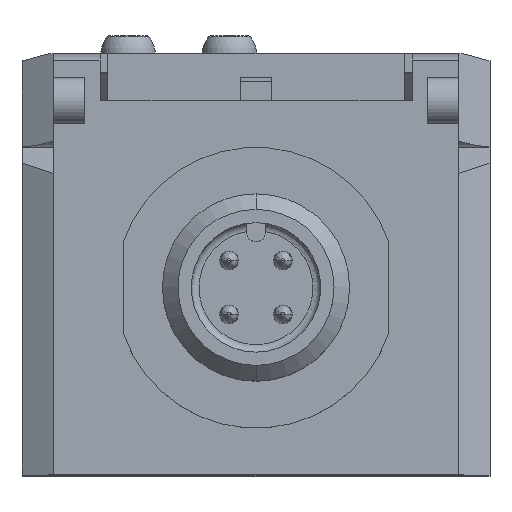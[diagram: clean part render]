
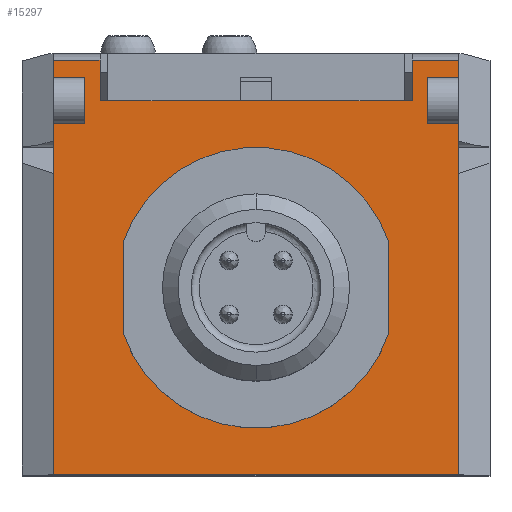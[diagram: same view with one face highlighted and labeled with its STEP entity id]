
A CAD part, top view. The second image highlights one B-rep face of the part: STEP entity #15297.
In plain terms, the highlighted planar face has unit normal (0, 0, 1).
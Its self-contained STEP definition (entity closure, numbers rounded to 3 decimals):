
#74=DIRECTION('',(1.,0.,0.));
#75=VECTOR('',#74,26.);
#76=CARTESIAN_POINT('',(-13.,0.,45.));
#77=LINE('',#76,#75);
#1047=DIRECTION('',(1.,0.,0.));
#1048=VECTOR('',#1047,2.);
#1049=CARTESIAN_POINT('',(-13.,25.5,45.));
#1050=LINE('',#1049,#1048);
#1054=DIRECTION('',(1.,0.,0.));
#1055=VECTOR('',#1054,3.);
#1056=CARTESIAN_POINT('',(-13.,26.598,45.));
#1057=LINE('',#1056,#1055);
#1061=DIRECTION('',(0.,-1.,0.));
#1062=VECTOR('',#1061,2.598);
#1063=CARTESIAN_POINT('',(-10.,26.598,45.));
#1064=LINE('',#1063,#1062);
#1068=DIRECTION('',(1.,0.,0.));
#1069=VECTOR('',#1068,20.);
#1070=CARTESIAN_POINT('',(-10.,24.,45.));
#1071=LINE('',#1070,#1069);
#1075=DIRECTION('',(0.,-1.,0.));
#1076=VECTOR('',#1075,2.598);
#1077=CARTESIAN_POINT('',(10.,26.598,45.));
#1078=LINE('',#1077,#1076);
#1082=DIRECTION('',(1.,0.,0.));
#1083=VECTOR('',#1082,3.);
#1084=CARTESIAN_POINT('',(10.,26.598,45.));
#1085=LINE('',#1084,#1083);
#1089=DIRECTION('',(-1.,0.,0.));
#1090=VECTOR('',#1089,2.);
#1091=CARTESIAN_POINT('',(13.,25.5,45.));
#1092=LINE('',#1091,#1090);
#1096=DIRECTION('',(0.,-1.,0.));
#1097=VECTOR('',#1096,3.);
#1098=CARTESIAN_POINT('',(11.,25.5,45.));
#1099=LINE('',#1098,#1097);
#1103=DIRECTION('',(-1.,0.,0.));
#1104=VECTOR('',#1103,2.);
#1105=CARTESIAN_POINT('',(13.,22.5,45.));
#1106=LINE('',#1105,#1104);
#1110=DIRECTION('',(0.,1.,0.));
#1111=VECTOR('',#1110,19.323);
#1112=CARTESIAN_POINT('',(13.,0.,45.));
#1113=LINE('',#1112,#1111);
#1117=DIRECTION('',(0.,1.,0.));
#1118=VECTOR('',#1117,19.323);
#1119=CARTESIAN_POINT('',(-13.,0.,45.));
#1120=LINE('',#1119,#1118);
#1124=DIRECTION('',(1.,0.,0.));
#1125=VECTOR('',#1124,2.);
#1126=CARTESIAN_POINT('',(-13.,22.5,45.));
#1127=LINE('',#1126,#1125);
#1131=DIRECTION('',(0.,-1.,0.));
#1132=VECTOR('',#1131,3.);
#1133=CARTESIAN_POINT('',(-11.,25.5,45.));
#1134=LINE('',#1133,#1132);
#1138=CARTESIAN_POINT('',(0.,12.,45.));
#1139=DIRECTION('',(0.,0.,1.));
#1140=DIRECTION('',(1.,0.,0.));
#1141=AXIS2_PLACEMENT_3D('',#1138,#1139,#1140);
#1146=CARTESIAN_POINT('',(0.,12.,45.));
#1147=DIRECTION('',(0.,0.,1.));
#1148=DIRECTION('',(-1.,0.,0.));
#1149=AXIS2_PLACEMENT_3D('',#1146,#1147,#1148);
#1176=DIRECTION('',(0.,-1.,0.));
#1177=VECTOR('',#1176,3.177);
#1178=CARTESIAN_POINT('',(-13.,22.5,45.));
#1179=LINE('',#1178,#1177);
#1205=DIRECTION('',(0.,-1.,0.));
#1206=VECTOR('',#1205,1.098);
#1207=CARTESIAN_POINT('',(-13.,26.598,45.));
#1208=LINE('',#1207,#1206);
#1635=DIRECTION('',(0.,1.,0.));
#1636=VECTOR('',#1635,1.098);
#1637=CARTESIAN_POINT('',(13.,25.5,45.));
#1638=LINE('',#1637,#1636);
#1664=DIRECTION('',(0.,1.,0.));
#1665=VECTOR('',#1664,3.177);
#1666=CARTESIAN_POINT('',(13.,19.323,45.));
#1667=LINE('',#1666,#1665);
#12530=CARTESIAN_POINT('',(13.,0.,45.));
#12532=VERTEX_POINT('',#12530);
#12533=CARTESIAN_POINT('',(-13.,0.,45.));
#12535=VERTEX_POINT('',#12533);
#12546=CARTESIAN_POINT('',(-13.,26.598,45.));
#12548=VERTEX_POINT('',#12546);
#12550=CARTESIAN_POINT('',(13.,26.598,45.));
#12552=VERTEX_POINT('',#12550);
#12561=CARTESIAN_POINT('',(13.,19.323,45.));
#12562=VERTEX_POINT('',#12561);
#12571=CARTESIAN_POINT('',(-13.,19.323,45.));
#12572=VERTEX_POINT('',#12571);
#12573=CARTESIAN_POINT('',(-10.,26.598,45.));
#12574=CARTESIAN_POINT('',(-10.,24.,45.));
#12575=VERTEX_POINT('',#12573);
#12576=VERTEX_POINT('',#12574);
#12577=CARTESIAN_POINT('',(10.,24.,45.));
#12578=VERTEX_POINT('',#12577);
#12579=CARTESIAN_POINT('',(10.,26.598,45.));
#12580=VERTEX_POINT('',#12579);
#12589=CARTESIAN_POINT('',(13.,25.5,45.));
#12590=CARTESIAN_POINT('',(11.,25.5,45.));
#12591=VERTEX_POINT('',#12589);
#12592=VERTEX_POINT('',#12590);
#12593=CARTESIAN_POINT('',(11.,22.5,45.));
#12594=VERTEX_POINT('',#12593);
#12595=CARTESIAN_POINT('',(13.,22.5,45.));
#12596=VERTEX_POINT('',#12595);
#12609=CARTESIAN_POINT('',(-13.,25.5,45.));
#12610=CARTESIAN_POINT('',(-11.,25.5,45.));
#12611=VERTEX_POINT('',#12609);
#12612=VERTEX_POINT('',#12610);
#12613=CARTESIAN_POINT('',(-11.,22.5,45.));
#12614=VERTEX_POINT('',#12613);
#12615=CARTESIAN_POINT('',(-13.,22.5,45.));
#12616=VERTEX_POINT('',#12615);
#13345=CARTESIAN_POINT('',(7.19,12.,45.));
#13346=CARTESIAN_POINT('',(-7.19,12.,45.));
#13347=VERTEX_POINT('',#13345);
#13348=VERTEX_POINT('',#13346);
#15251=CARTESIAN_POINT('',(-15.,0.,45.));
#15252=DIRECTION('',(0.,0.,1.));
#15253=DIRECTION('',(1.,0.,0.));
#15254=AXIS2_PLACEMENT_3D('',#15251,#15252,#15253);
#15255=PLANE('',#15254);
#15257=ORIENTED_EDGE('',*,*,#15256,.F.);
#15259=ORIENTED_EDGE('',*,*,#15258,.F.);
#15261=ORIENTED_EDGE('',*,*,#15260,.T.);
#15262=ORIENTED_EDGE('',*,*,#15235,.T.);
#15263=ORIENTED_EDGE('',*,*,#15108,.T.);
#15265=ORIENTED_EDGE('',*,*,#15264,.F.);
#15267=ORIENTED_EDGE('',*,*,#15266,.T.);
#15269=ORIENTED_EDGE('',*,*,#15268,.F.);
#15271=ORIENTED_EDGE('',*,*,#15270,.T.);
#15273=ORIENTED_EDGE('',*,*,#15272,.T.);
#15275=ORIENTED_EDGE('',*,*,#15274,.F.);
#15277=ORIENTED_EDGE('',*,*,#15276,.F.);
#15279=ORIENTED_EDGE('',*,*,#15278,.F.);
#15280=ORIENTED_EDGE('',*,*,#14718,.F.);
#15282=ORIENTED_EDGE('',*,*,#15281,.T.);
#15284=ORIENTED_EDGE('',*,*,#15283,.F.);
#15286=ORIENTED_EDGE('',*,*,#15285,.T.);
#15288=ORIENTED_EDGE('',*,*,#15287,.F.);
#15289=EDGE_LOOP('',(#15257,#15259,#15261,#15262,#15263,#15265,#15267,#15269,
#15271,#15273,#15275,#15277,#15279,#15280,#15282,#15284,#15286,#15288));
#15290=FACE_OUTER_BOUND('',#15289,.F.);
#15292=ORIENTED_EDGE('',*,*,#15291,.T.);
#15294=ORIENTED_EDGE('',*,*,#15293,.T.);
#15295=EDGE_LOOP('',(#15292,#15294));
#15296=FACE_BOUND('',#15295,.F.);
#15297=ADVANCED_FACE('',(#15290,#15296),#15255,.T.);
#1142=CIRCLE('',#1141,7.19);
#1150=CIRCLE('',#1149,7.19);
#14718=EDGE_CURVE('',#12535,#12532,#77,.T.);
#15108=EDGE_CURVE('',#12576,#12578,#1071,.T.);
#15235=EDGE_CURVE('',#12575,#12576,#1064,.T.);
#15256=EDGE_CURVE('',#12611,#12612,#1050,.T.);
#15258=EDGE_CURVE('',#12548,#12611,#1208,.T.);
#15260=EDGE_CURVE('',#12548,#12575,#1057,.T.);
#15264=EDGE_CURVE('',#12580,#12578,#1078,.T.);
#15266=EDGE_CURVE('',#12580,#12552,#1085,.T.);
#15268=EDGE_CURVE('',#12591,#12552,#1638,.T.);
#15270=EDGE_CURVE('',#12591,#12592,#1092,.T.);
#15272=EDGE_CURVE('',#12592,#12594,#1099,.T.);
#15274=EDGE_CURVE('',#12596,#12594,#1106,.T.);
#15276=EDGE_CURVE('',#12562,#12596,#1667,.T.);
#15278=EDGE_CURVE('',#12532,#12562,#1113,.T.);
#15281=EDGE_CURVE('',#12535,#12572,#1120,.T.);
#15283=EDGE_CURVE('',#12616,#12572,#1179,.T.);
#15285=EDGE_CURVE('',#12616,#12614,#1127,.T.);
#15287=EDGE_CURVE('',#12612,#12614,#1134,.T.);
#15291=EDGE_CURVE('',#13347,#13348,#1142,.T.);
#15293=EDGE_CURVE('',#13348,#13347,#1150,.T.);
